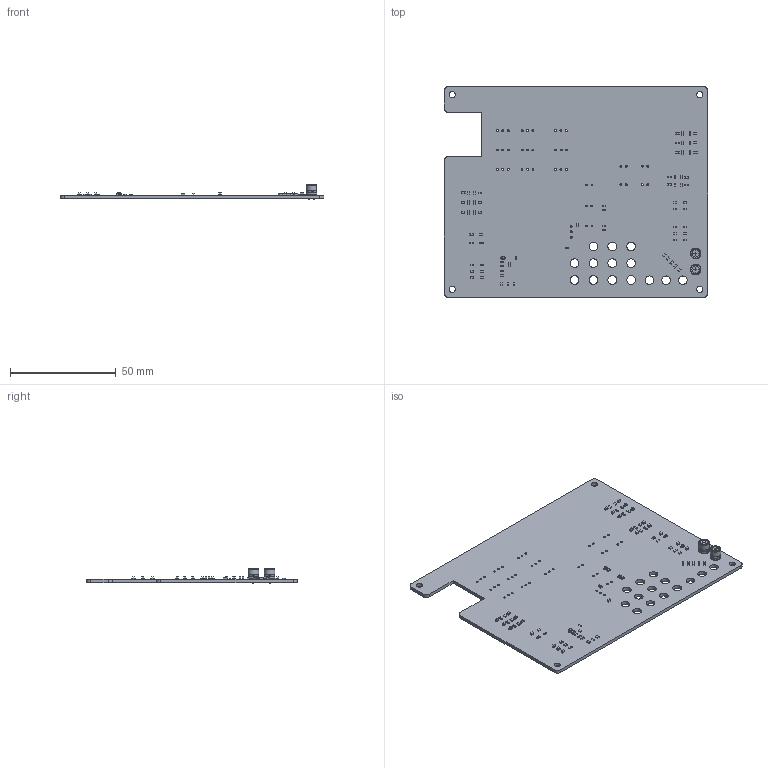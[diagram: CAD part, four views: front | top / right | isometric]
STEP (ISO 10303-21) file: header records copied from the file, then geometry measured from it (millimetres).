
FILE_DESCRIPTION(('KiCad electronic assembly'),'2;1');
FILE_NAME('ArmBoard_Step_Rev1.step','2020-01-20T18:56:52',('An Author'), ('A Company'),'Open CASCADE STEP processor 6.9', 'KiCad to STEP converter','Unknown');
FILE_SCHEMA(('AUTOMOTIVE_DESIGN { 1 0 10303 214 1 1 1 1 }'));
Length unit declared in the file: millimetre
Products named in the file (12): Open CASCADE STEP translator 6.9 1; C_0603_1608Metric; SOLID; LED_0603_1608Metric; R_0603_1608Metric; CP_Radial_D5.0mm_P2.50mm; D_SOD-323; COMPOUND
Assembly tree (81 placements, depth 3):
  Open CASCADE STEP translator 6.9 1
    C_0603_1608Metric  x8
      SOLID
    LED_0603_1608Metric  x28
      SOLID
    R_0603_1608Metric  x36
      SOLID
    CP_Radial_D5.0mm_P2.50mm  x2
      SOLID
    D_SOD-323
      SOLID
    COMPOUND
Bounding box: 124.46 x 99.57 x 7 mm (x, y, z)
Volume: 19083.9 mm3; surface area: 25598.3 mm2
Topology: 76 solids, 78 shells, 2807 faces, 7376 edges, 4774 vertices
Faces by surface type: plane 2041, cylinder 714, bspline 38, revolution 10, torus 4
Full cylindrical faces by diameter (mm): 0.5 x4, 0.762 x3, 0.8 x4, 0.889 x3, 0.9 x38, 3 x4, 4.06 x3, 4.104 x11
Entity records: 23595 total; most frequent: CARTESIAN_POINT 5747, DIRECTION 2993, LINE 1706, VECTOR 1706, ORIENTED_EDGE 1570, PCURVE 1570, DEFINITIONAL_REPRESENTATION 1570, EDGE_CURVE 785
